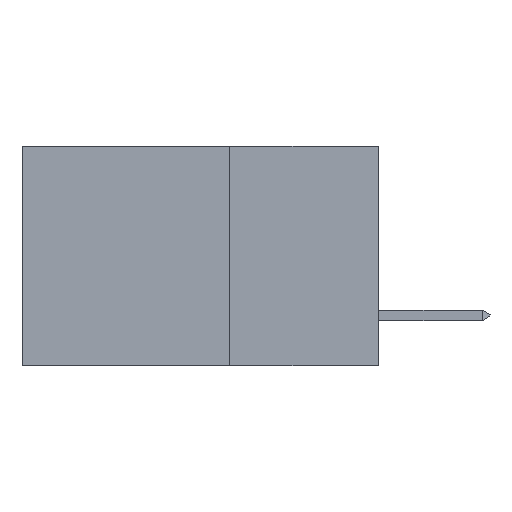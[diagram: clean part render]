
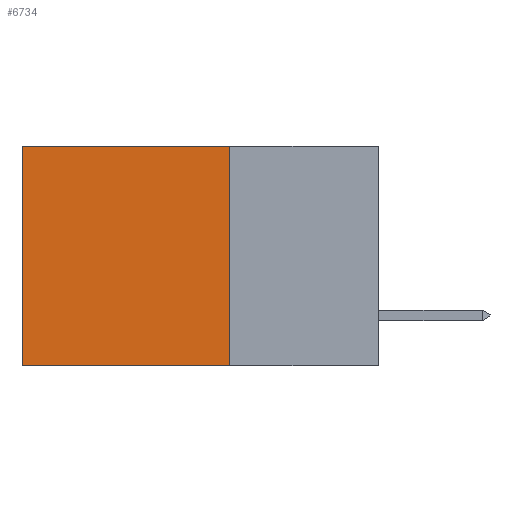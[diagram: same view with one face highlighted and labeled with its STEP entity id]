
A CAD part, left-side view. The second image highlights one B-rep face of the part: STEP entity #6734.
In plain terms, the highlighted planar face has unit normal (-1, 0, 0).
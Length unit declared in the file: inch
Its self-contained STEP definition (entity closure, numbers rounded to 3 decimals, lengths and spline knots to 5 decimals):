
#219 = LINE ( 'NONE', #7289, #11434 ) ;
#1373 = EDGE_CURVE ( 'NONE', #11983, #12783, #5166, .T. ) ;
#1433 = CARTESIAN_POINT ( 'NONE',  ( 0.298, 0.6, -0.37 ) ) ;
#1546 = ORIENTED_EDGE ( 'NONE', *, *, #1373, .T. ) ;
#1841 = DIRECTION ( 'NONE',  ( 0., 0., -1. ) ) ;
#2027 = EDGE_CURVE ( 'NONE', #11983, #10339, #219, .T. ) ;
#2035 = CARTESIAN_POINT ( 'NONE',  ( 0.298, 0.6, 0. ) ) ;
#2444 = LINE ( 'NONE', #2035, #3654 ) ;
#3654 = VECTOR ( 'NONE', #12959, 39.37008 ) ;
#3929 = VECTOR ( 'NONE', #5338, 39.37008 ) ;
#4585 = VERTEX_POINT ( 'NONE', #1433 ) ;
#4805 = DIRECTION ( 'NONE',  ( 1., 0., 0. ) ) ;
#4888 = AXIS2_PLACEMENT_3D ( 'NONE', #5798, #4805, #7913 ) ;
#4915 = CARTESIAN_POINT ( 'NONE',  ( 0.298, 0.25, -0.37 ) ) ;
#5049 = ORIENTED_EDGE ( 'NONE', *, *, #11833, .T. ) ;
#5166 = LINE ( 'NONE', #9036, #13363 ) ;
#5338 = DIRECTION ( 'NONE',  ( 0., 1., 0. ) ) ;
#5798 = CARTESIAN_POINT ( 'NONE',  ( 0.298, 0.25, 0. ) ) ;
#6053 = ORIENTED_EDGE ( 'NONE', *, *, #2027, .F. ) ;
#6154 = LINE ( 'NONE', #9679, #3929 ) ;
#6734 = ADVANCED_FACE ( 'NONE', ( #12628 ), #10131, .F. ) ;
#7289 = CARTESIAN_POINT ( 'NONE',  ( 0.298, 0.25, 0. ) ) ;
#7795 = DIRECTION ( 'NONE',  ( 0., 1., 0. ) ) ;
#7913 = DIRECTION ( 'NONE',  ( 0., 0., -1. ) ) ;
#8198 = ORIENTED_EDGE ( 'NONE', *, *, #14057, .F. ) ;
#9036 = CARTESIAN_POINT ( 'NONE',  ( 0.298, 0.25, 0. ) ) ;
#9679 = CARTESIAN_POINT ( 'NONE',  ( 0.298, 0.25, -0.37 ) ) ;
#10014 = CARTESIAN_POINT ( 'NONE',  ( 0.298, 0.25, 0. ) ) ;
#10131 = PLANE ( 'NONE',  #4888 ) ;
#10339 = VERTEX_POINT ( 'NONE', #4915 ) ;
#11434 = VECTOR ( 'NONE', #1841, 39.37008 ) ;
#11833 = EDGE_CURVE ( 'NONE', #12783, #4585, #2444, .T. ) ;
#11983 = VERTEX_POINT ( 'NONE', #10014 ) ;
#12628 = FACE_OUTER_BOUND ( 'NONE', #13302, .T. ) ;
#12783 = VERTEX_POINT ( 'NONE', #13032 ) ;
#12959 = DIRECTION ( 'NONE',  ( 0., 0., -1. ) ) ;
#13032 = CARTESIAN_POINT ( 'NONE',  ( 0.298, 0.6, 0. ) ) ;
#13302 = EDGE_LOOP ( 'NONE', ( #5049, #8198, #6053, #1546 ) ) ;
#13363 = VECTOR ( 'NONE', #7795, 39.37008 ) ;
#14057 = EDGE_CURVE ( 'NONE', #10339, #4585, #6154, .T. ) ;
